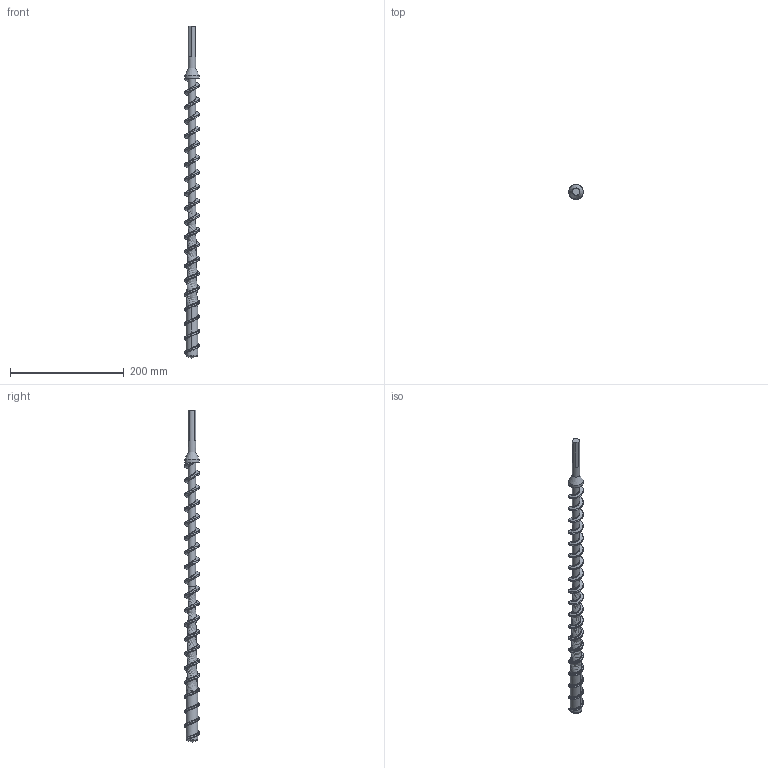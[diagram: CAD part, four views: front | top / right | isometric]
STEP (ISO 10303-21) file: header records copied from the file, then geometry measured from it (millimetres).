
FILE_DESCRIPTION(/* description */ (''),/* implementation_level */ '2;1');
FILE_NAME(/* name */ 'screw.stp',/* time_stamp */ '2016-05-10T13:31:53-04:00',/* author */ ('WEIRD21'),/* organization */ (''),/* preprocessor_version */ 'ST-DEVELOPER v15.6',/* originating_system */ 'Autodesk Inventor 2015',/* authorisation */ '');
FILE_SCHEMA (('AUTOMOTIVE_DESIGN { 1 0 10303 214 3 1 1 }'));
Length unit declared in the file: millimetre
Products named in the file (1): screw
Bounding box: 25.4 x 25.4 x 584 mm (x, y, z)
Volume: 133936 mm3; surface area: 41252.8 mm2
Topology: 1 solids, 1 shells, 36 faces, 97 edges, 62 vertices
Faces by surface type: bspline 13, plane 9, cylinder 7, torus 3, cone 3, sphere 1
Full cylindrical faces by diameter (mm): 13 x1, 20.32 x3, 25.4 x1
Entity records: 8856 total; most frequent: CARTESIAN_POINT 8168, ORIENTED_EDGE 152, DIRECTION 103, EDGE_CURVE 76, VERTEX_POINT 51, AXIS2_PLACEMENT_3D 45, B_SPLINE_CURVE_WITH_KNOTS 39, EDGE_LOOP 39
